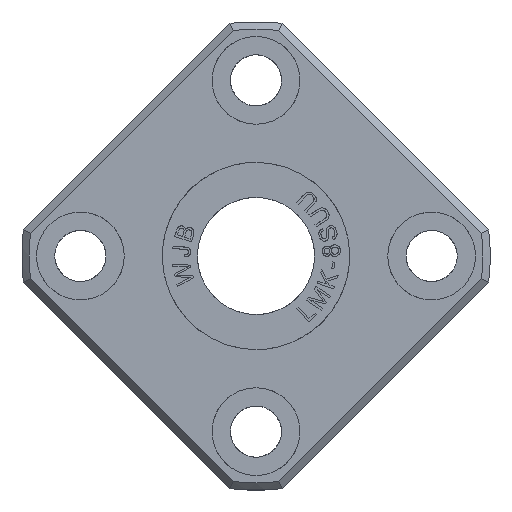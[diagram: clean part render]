
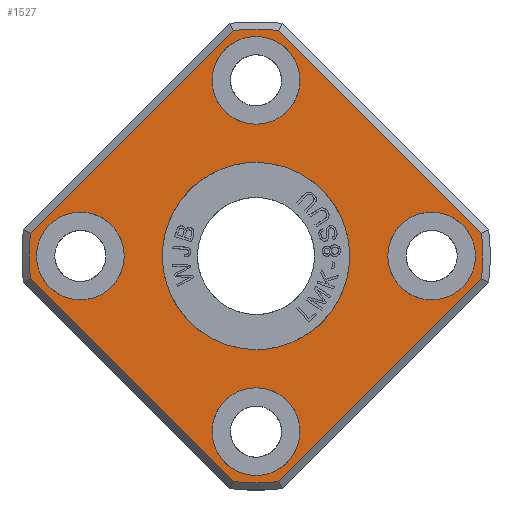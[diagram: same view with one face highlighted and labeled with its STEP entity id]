
A CAD part, left-side view. The second image highlights one B-rep face of the part: STEP entity #1527.
In plain terms, the highlighted planar face has unit normal (-1, 0, 0).
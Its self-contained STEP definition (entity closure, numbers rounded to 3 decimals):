
#225=PLANE('',#6510);
#481=FACE_BOUND('',#2253,.T.);
#482=FACE_BOUND('',#2254,.T.);
#483=FACE_BOUND('',#2255,.T.);
#484=FACE_BOUND('',#2256,.T.);
#485=FACE_BOUND('',#2257,.T.);
#486=FACE_BOUND('',#2258,.T.);
#1527=ADVANCED_FACE('',(#481,#482,#483,#484,#485,#486),#225,.T.);
#2253=EDGE_LOOP('',(#3417));
#2254=EDGE_LOOP('',(#3418));
#2255=EDGE_LOOP('',(#3419));
#2256=EDGE_LOOP('',(#3420));
#2257=EDGE_LOOP('',(#3421,#3422));
#2258=EDGE_LOOP('',(#3423,#3424,#3425,#3426,#3427,#3428,#3429,#3430,#3431,
#3432));
#2630=B_SPLINE_CURVE_WITH_KNOTS('',3,(#7967,#7968,#7969,#7970),.UNSPECIFIED.,
 .F.,.F.,(4,4),(0.,1.),.UNSPECIFIED.);
#2633=B_SPLINE_CURVE_WITH_KNOTS('',3,(#7985,#7986,#7987,#7988),.UNSPECIFIED.,
 .F.,.F.,(4,4),(0.,1.),.UNSPECIFIED.);
#2634=B_SPLINE_CURVE_WITH_KNOTS('',3,(#7990,#7991,#7992,#7993),.UNSPECIFIED.,
 .F.,.F.,(4,4),(0.,1.),.UNSPECIFIED.);
#2637=B_SPLINE_CURVE_WITH_KNOTS('',3,(#8008,#8009,#8010,#8011),.UNSPECIFIED.,
 .F.,.F.,(4,4),(0.,1.),.UNSPECIFIED.);
#2737=B_SPLINE_CURVE_WITH_KNOTS('',3,(#9783,#9784,#9785,#9786,#9787,#9788,
#9789,#9790,#9791,#9792),.UNSPECIFIED.,.F.,.F.,(4,2,2,2,4),(0.,0.25,0.5,
0.75,1.),.UNSPECIFIED.);
#2738=B_SPLINE_CURVE_WITH_KNOTS('',3,(#9795,#9796,#9797,#9798,#9799,#9800,
#9801,#9802,#9803,#9804),.UNSPECIFIED.,.F.,.F.,(4,2,2,2,4),(0.,0.25,0.5,
0.75,1.),.UNSPECIFIED.);
#2741=B_SPLINE_CURVE_WITH_KNOTS('',3,(#9837,#9838,#9839,#9840),.UNSPECIFIED.,
 .F.,.F.,(4,4),(0.,1.),.UNSPECIFIED.);
#2742=B_SPLINE_CURVE_WITH_KNOTS('',3,(#9843,#9844,#9845,#9846),.UNSPECIFIED.,
 .F.,.F.,(4,4),(0.,1.),.UNSPECIFIED.);
#2743=B_SPLINE_CURVE_WITH_KNOTS('',3,(#9847,#9848,#9849,#9850),.UNSPECIFIED.,
 .F.,.F.,(4,4),(0.,1.),.UNSPECIFIED.);
#2744=B_SPLINE_CURVE_WITH_KNOTS('',3,(#9851,#9852,#9853,#9854),.UNSPECIFIED.,
 .F.,.F.,(4,4),(0.,1.),.UNSPECIFIED.);
#2745=B_SPLINE_CURVE_WITH_KNOTS('',3,(#9855,#9856,#9857,#9858),.UNSPECIFIED.,
 .F.,.F.,(4,4),(0.,1.),.UNSPECIFIED.);
#2746=B_SPLINE_CURVE_WITH_KNOTS('',3,(#9860,#9861,#9862,#9863),.UNSPECIFIED.,
 .F.,.F.,(4,4),(0.,1.),.UNSPECIFIED.);
#3417=ORIENTED_EDGE('',*,*,#5791,.F.);
#3418=ORIENTED_EDGE('',*,*,#5792,.F.);
#3419=ORIENTED_EDGE('',*,*,#5793,.F.);
#3420=ORIENTED_EDGE('',*,*,#5794,.F.);
#3421=ORIENTED_EDGE('',*,*,#5788,.T.);
#3422=ORIENTED_EDGE('',*,*,#5787,.T.);
#3423=ORIENTED_EDGE('',*,*,#5795,.F.);
#3424=ORIENTED_EDGE('',*,*,#5796,.F.);
#3425=ORIENTED_EDGE('',*,*,#5525,.F.);
#3426=ORIENTED_EDGE('',*,*,#5797,.F.);
#3427=ORIENTED_EDGE('',*,*,#5521,.F.);
#3428=ORIENTED_EDGE('',*,*,#5520,.F.);
#3429=ORIENTED_EDGE('',*,*,#5798,.F.);
#3430=ORIENTED_EDGE('',*,*,#5516,.F.);
#3431=ORIENTED_EDGE('',*,*,#5799,.F.);
#3432=ORIENTED_EDGE('',*,*,#5800,.F.);
#4911=VERTEX_POINT('',#7966);
#4912=VERTEX_POINT('',#7971);
#4915=VERTEX_POINT('',#7984);
#4916=VERTEX_POINT('',#7989);
#4917=VERTEX_POINT('',#7994);
#4920=VERTEX_POINT('',#8007);
#4921=VERTEX_POINT('',#8012);
#5176=VERTEX_POINT('',#9793);
#5177=VERTEX_POINT('',#9794);
#5180=VERTEX_POINT('',#9830);
#5181=VERTEX_POINT('',#9832);
#5182=VERTEX_POINT('',#9834);
#5183=VERTEX_POINT('',#9836);
#5184=VERTEX_POINT('',#9841);
#5185=VERTEX_POINT('',#9842);
#5186=VERTEX_POINT('',#9859);
#5516=EDGE_CURVE('',#4911,#4912,#2630,.T.);
#5520=EDGE_CURVE('',#4915,#4916,#2633,.T.);
#5521=EDGE_CURVE('',#4916,#4917,#2634,.T.);
#5525=EDGE_CURVE('',#4920,#4921,#2637,.T.);
#5787=EDGE_CURVE('',#5176,#5177,#2737,.T.);
#5788=EDGE_CURVE('',#5177,#5176,#2738,.T.);
#5791=EDGE_CURVE('',#5180,#5180,#6429,.T.);
#5792=EDGE_CURVE('',#5181,#5181,#6430,.T.);
#5793=EDGE_CURVE('',#5182,#5182,#6431,.T.);
#5794=EDGE_CURVE('',#5183,#5183,#6432,.T.);
#5795=EDGE_CURVE('',#5184,#5185,#2741,.T.);
#5796=EDGE_CURVE('',#4921,#5184,#2742,.T.);
#5797=EDGE_CURVE('',#4917,#4920,#2743,.T.);
#5798=EDGE_CURVE('',#4912,#4915,#2744,.T.);
#5799=EDGE_CURVE('',#5186,#4911,#2745,.T.);
#5800=EDGE_CURVE('',#5185,#5186,#2746,.T.);
#6429=CIRCLE('',#6506,3.);
#6430=CIRCLE('',#6507,3.);
#6431=CIRCLE('',#6508,3.);
#6432=CIRCLE('',#6509,3.);
#6506=AXIS2_PLACEMENT_3D('',#9829,#7015,#7016);
#6507=AXIS2_PLACEMENT_3D('',#9831,#7017,#7018);
#6508=AXIS2_PLACEMENT_3D('',#9833,#7019,#7020);
#6509=AXIS2_PLACEMENT_3D('',#9835,#7021,#7022);
#6510=AXIS2_PLACEMENT_3D('',#9864,#7023,#7024);
#7015=DIRECTION('',(-1.,0.,0.));
#7016=DIRECTION('',(0.,0.,1.));
#7017=DIRECTION('',(-1.,0.,0.));
#7018=DIRECTION('',(0.,0.,1.));
#7019=DIRECTION('',(-1.,0.,0.));
#7020=DIRECTION('',(0.,0.,1.));
#7021=DIRECTION('',(-1.,0.,0.));
#7022=DIRECTION('',(0.,0.,1.));
#7023=DIRECTION('',(-1.,0.,0.));
#7024=DIRECTION('',(0.,0.,1.));
#7966=CARTESIAN_POINT('',(0.,-15.423,1.548));
#7967=CARTESIAN_POINT('',(0.,-15.422,1.548));
#7968=CARTESIAN_POINT('',(0.,-15.526,0.519));
#7969=CARTESIAN_POINT('',(0.,-15.526,-0.519));
#7970=CARTESIAN_POINT('',(0.,-15.422,-1.548));
#7971=CARTESIAN_POINT('',(0.,-15.423,-1.548));
#7984=CARTESIAN_POINT('',(0.,-1.548,-15.423));
#7985=CARTESIAN_POINT('',(0.,-1.548,-15.422));
#7986=CARTESIAN_POINT('',(0.,-1.034,-15.474));
#7987=CARTESIAN_POINT('',(0.,-0.517,-15.5));
#7988=CARTESIAN_POINT('',(0.,0.,-15.5));
#7989=CARTESIAN_POINT('',(0.,0.,
-15.5));
#7990=CARTESIAN_POINT('',(0.,0.,
-15.5));
#7991=CARTESIAN_POINT('',(0.,0.517,-15.5));
#7992=CARTESIAN_POINT('',(0.,1.034,-15.474));
#7993=CARTESIAN_POINT('',(0.,1.548,-15.422));
#7994=CARTESIAN_POINT('',(0.,1.548,-15.423));
#8007=CARTESIAN_POINT('',(0.,15.423,-1.548));
#8008=CARTESIAN_POINT('',(0.,15.422,-1.548));
#8009=CARTESIAN_POINT('',(0.,15.526,-0.519));
#8010=CARTESIAN_POINT('',(0.,15.526,0.519));
#8011=CARTESIAN_POINT('',(0.,15.422,1.548));
#8012=CARTESIAN_POINT('',(0.,15.423,1.548));
#9783=CARTESIAN_POINT('',(0.,0.,6.4));
#9784=CARTESIAN_POINT('',(0.,-1.682,6.4));
#9785=CARTESIAN_POINT('',(0.,-3.338,5.713));
#9786=CARTESIAN_POINT('',(0.,-5.713,3.338));
#9787=CARTESIAN_POINT('',(0.,-6.4,1.679));
#9788=CARTESIAN_POINT('',(0.,-6.4,-1.679));
#9789=CARTESIAN_POINT('',(0.,-5.713,-3.338));
#9790=CARTESIAN_POINT('',(0.,-3.338,-5.713));
#9791=CARTESIAN_POINT('',(0.,-1.683,-6.4));
#9792=CARTESIAN_POINT('',(0.,0.,-6.4));
#9793=CARTESIAN_POINT('',(0.,0.,6.4));
#9794=CARTESIAN_POINT('',(0.,0.,-6.4));
#9795=CARTESIAN_POINT('',(0.,0.,-6.4));
#9796=CARTESIAN_POINT('',(0.,1.682,-6.4));
#9797=CARTESIAN_POINT('',(0.,3.338,-5.713));
#9798=CARTESIAN_POINT('',(0.,5.713,-3.338));
#9799=CARTESIAN_POINT('',(0.,6.4,-1.679));
#9800=CARTESIAN_POINT('',(0.,6.4,1.679));
#9801=CARTESIAN_POINT('',(0.,5.713,3.338));
#9802=CARTESIAN_POINT('',(0.,3.338,5.713));
#9803=CARTESIAN_POINT('',(0.,1.683,6.4));
#9804=CARTESIAN_POINT('',(0.,0.,6.4));
#9829=CARTESIAN_POINT('',(0.,0.,-12.));
#9830=CARTESIAN_POINT('',(0.,0.,-9.));
#9831=CARTESIAN_POINT('',(0.,0.,12.));
#9832=CARTESIAN_POINT('',(0.,0.,15.));
#9833=CARTESIAN_POINT('',(0.,-12.,0.));
#9834=CARTESIAN_POINT('',(0.,-12.,3.));
#9835=CARTESIAN_POINT('',(0.,12.,0.));
#9836=CARTESIAN_POINT('',(0.,12.,3.));
#9837=CARTESIAN_POINT('',(0.,1.548,15.422));
#9838=CARTESIAN_POINT('',(0.,1.034,15.474));
#9839=CARTESIAN_POINT('',(0.,0.517,15.5));
#9840=CARTESIAN_POINT('',(0.,0.,15.5));
#9841=CARTESIAN_POINT('',(0.,1.548,15.423));
#9842=CARTESIAN_POINT('',(0.,0.,15.5));
#9843=CARTESIAN_POINT('',(0.,15.422,1.548));
#9844=CARTESIAN_POINT('',(0.,10.798,6.173));
#9845=CARTESIAN_POINT('',(0.,6.173,10.798));
#9846=CARTESIAN_POINT('',(0.,1.548,15.422));
#9847=CARTESIAN_POINT('',(0.,1.548,-15.422));
#9848=CARTESIAN_POINT('',(0.,6.173,-10.798));
#9849=CARTESIAN_POINT('',(0.,10.798,-6.173));
#9850=CARTESIAN_POINT('',(0.,15.422,-1.548));
#9851=CARTESIAN_POINT('',(0.,-15.422,-1.548));
#9852=CARTESIAN_POINT('',(0.,-10.798,-6.173));
#9853=CARTESIAN_POINT('',(0.,-6.173,-10.798));
#9854=CARTESIAN_POINT('',(0.,-1.548,-15.422));
#9855=CARTESIAN_POINT('',(0.,-1.548,15.422));
#9856=CARTESIAN_POINT('',(0.,-6.173,10.798));
#9857=CARTESIAN_POINT('',(0.,-10.798,6.173));
#9858=CARTESIAN_POINT('',(0.,-15.422,1.548));
#9859=CARTESIAN_POINT('',(0.,-1.548,15.423));
#9860=CARTESIAN_POINT('',(0.,0.,15.5));
#9861=CARTESIAN_POINT('',(0.,-0.517,15.5));
#9862=CARTESIAN_POINT('',(0.,-1.034,15.474));
#9863=CARTESIAN_POINT('',(0.,-1.548,15.422));
#9864=CARTESIAN_POINT('',(0.,-15.81,-15.5));
